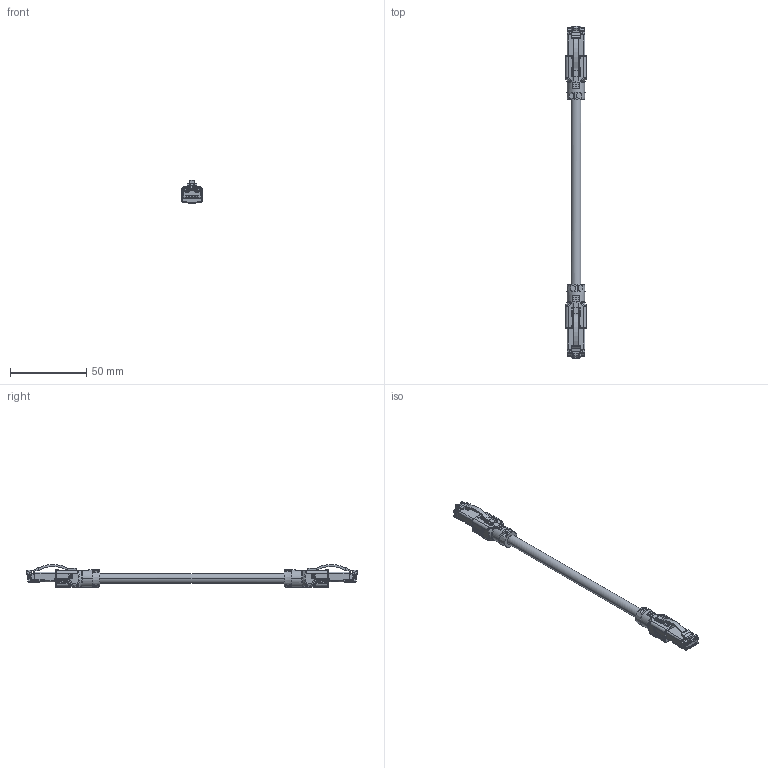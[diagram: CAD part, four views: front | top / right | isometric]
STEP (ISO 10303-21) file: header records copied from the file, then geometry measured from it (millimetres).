
FILE_DESCRIPTION(('Creo Elements/Direct Modeling STEP Export'),'2;1');
FILE_NAME('model.stp','2023-06-20T 8:49:04',(''),(''),'Creo Elements/Direct Modeling STEP processor for AP214 (Solid Model)','Creo Elements/Direct Modeling 20.1D 10-Oct-2020 (C) Parametric Technology GmbH','');
FILE_SCHEMA(('AUTOMOTIVE_DESIGN { 1 0 10303 214 1 1 1 1 }'));
Length unit declared in the file: millimetre
Products named in the file (2): VS-PNRJ45-PNRJ45-93K...; VS-PNRJ45-PNRJ45-93K-...
Assembly tree (1 placements, depth 2):
  VS-PNRJ45-PNRJ45-93K-...
    VS-PNRJ45-PNRJ45-93K...
Bounding box: 13.88 x 218.15 x 15.22 mm (x, y, z)
Volume: 13987.5 mm3; surface area: 8760.4 mm2
Topology: 1 solids, 1 shells, 1956 faces, 5544 edges, 3568 vertices
Faces by surface type: plane 1184, cylinder 530, extrusion 88, torus 66, bspline 60, cone 20, sphere 8
Entity records: 88677 total; most frequent: CARTESIAN_POINT 23816, ORIENTED_EDGE 11064, DIRECTION 9452, EDGE_CURVE 5532, VECTOR 3768, LINE 3680, VERTEX_POINT 3568, AXIS2_PLACEMENT_3D 2842
